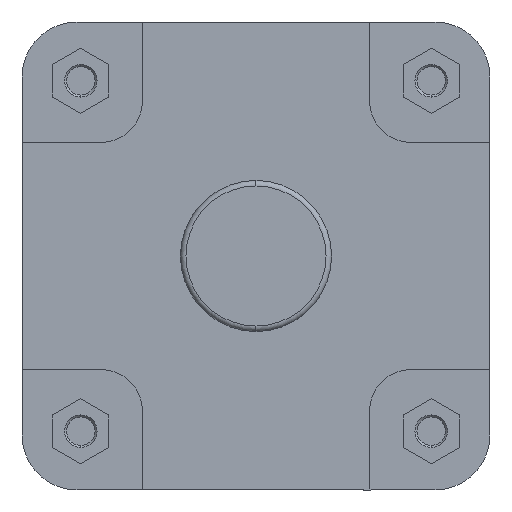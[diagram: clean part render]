
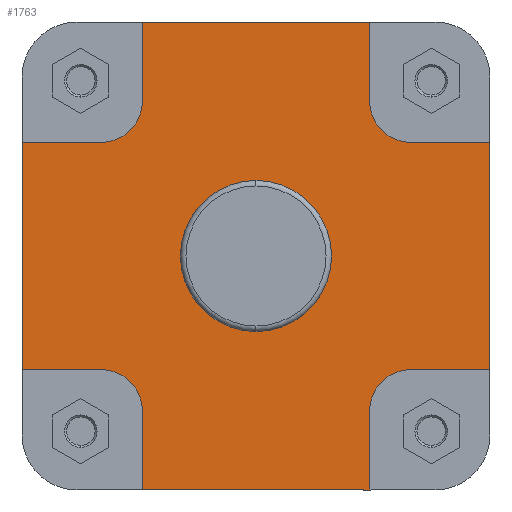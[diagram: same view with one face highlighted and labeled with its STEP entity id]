
A CAD part, left-side view. The second image highlights one B-rep face of the part: STEP entity #1763.
In plain terms, the highlighted planar face has unit normal (-1, 0, 0).
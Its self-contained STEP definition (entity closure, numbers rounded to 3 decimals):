
#468 = ORIENTED_EDGE ( 'NONE', *, *, #2047, .F. ) ;
#469 = ORIENTED_EDGE ( 'NONE', *, *, #2086, .F. ) ;
#470 = ORIENTED_EDGE ( 'NONE', *, *, #2081, .F. ) ;
#471 = ORIENTED_EDGE ( 'NONE', *, *, #2060, .F. ) ;
#472 = ORIENTED_EDGE ( 'NONE', *, *, #2090, .F. ) ;
#473 = ORIENTED_EDGE ( 'NONE', *, *, #2084, .F. ) ;
#474 = ORIENTED_EDGE ( 'NONE', *, *, #2080, .F. ) ;
#475 = ORIENTED_EDGE ( 'NONE', *, *, #2066, .F. ) ;
#476 = ORIENTED_EDGE ( 'NONE', *, *, #2052, .F. ) ;
#477 = ORIENTED_EDGE ( 'NONE', *, *, #2042, .F. ) ;
#478 = ORIENTED_EDGE ( 'NONE', *, *, #2041, .F. ) ;
#479 = ORIENTED_EDGE ( 'NONE', *, *, #2051, .T. ) ;
#480 = ORIENTED_EDGE ( 'NONE', *, *, #2058, .F. ) ;
#481 = ORIENTED_EDGE ( 'NONE', *, *, #2082, .F. ) ;
#482 = ORIENTED_EDGE ( 'NONE', *, *, #2045, .F. ) ;
#483 = ORIENTED_EDGE ( 'NONE', *, *, #2089, .T. ) ;
#484 = ORIENTED_EDGE ( 'NONE', *, *, #2075, .F. ) ;
#485 = ORIENTED_EDGE ( 'NONE', *, *, #2030, .F. ) ;
#649 = EDGE_LOOP ( 'NONE', ( #485, #484 ) ) ;
#658 = EDGE_LOOP ( 'NONE', ( #483, #482, #481, #480, #479, #478, #477, #476, #475, #474, #473, #472, #471, #470, #469, #468 ) ) ;
#1310 = FACE_OUTER_BOUND ( 'NONE', #658, .T. ) ;
#1312 = FACE_BOUND ( 'NONE', #649, .T. ) ;
#1763 = ADVANCED_FACE ( 'NONE', ( #1312, #1310 ), #3327, .F. ) ;
#2030 = EDGE_CURVE ( 'NONE', #6619, #6620, #4246, .T. ) ;
#2041 = EDGE_CURVE ( 'NONE', #6696, #6694, #4251, .T. ) ;
#2042 = EDGE_CURVE ( 'NONE', #6698, #6696, #4264, .T. ) ;
#2045 = EDGE_CURVE ( 'NONE', #6688, #6687, #4261, .T. ) ;
#2047 = EDGE_CURVE ( 'NONE', #6685, #6706, #4270, .T. ) ;
#2051 = EDGE_CURVE ( 'NONE', #6692, #6694, #4274, .T. ) ;
#2052 = EDGE_CURVE ( 'NONE', #6699, #6698, #4273, .T. ) ;
#2058 = EDGE_CURVE ( 'NONE', #6692, #6690, #4289, .T. ) ;
#2060 = EDGE_CURVE ( 'NONE', #6704, #6703, #4293, .T. ) ;
#2066 = EDGE_CURVE ( 'NONE', #6700, #6699, #4304, .T. ) ;
#2075 = EDGE_CURVE ( 'NONE', #6620, #6619, #4320, .T. ) ;
#2080 = EDGE_CURVE ( 'NONE', #6701, #6700, #4321, .T. ) ;
#2081 = EDGE_CURVE ( 'NONE', #6705, #6704, #4325, .T. ) ;
#2082 = EDGE_CURVE ( 'NONE', #6690, #6688, #4328, .T. ) ;
#2084 = EDGE_CURVE ( 'NONE', #6702, #6701, #4330, .T. ) ;
#2086 = EDGE_CURVE ( 'NONE', #6706, #6705, #4333, .T. ) ;
#2089 = EDGE_CURVE ( 'NONE', #6685, #6687, #4331, .T. ) ;
#2090 = EDGE_CURVE ( 'NONE', #6703, #6702, #4338, .T. ) ;
#2348 = AXIS2_PLACEMENT_3D ( 'NONE', #3318, #3328, #3329 ) ;
#2472 = AXIS2_PLACEMENT_3D ( 'NONE', #4958, #4961, #4962 ) ;
#2478 = AXIS2_PLACEMENT_3D ( 'NONE', #4989, #4990, #4991 ) ;
#2482 = AXIS2_PLACEMENT_3D ( 'NONE', #5061, #5064, #5065 ) ;
#2489 = AXIS2_PLACEMENT_3D ( 'NONE', #5080, #5081, #5082 ) ;
#2490 = AXIS2_PLACEMENT_3D ( 'NONE', #5078, #5087, #5088 ) ;
#2492 = AXIS2_PLACEMENT_3D ( 'NONE', #5086, #5093, #5094 ) ;
#3318 = CARTESIAN_POINT ( 'NONE',  ( 16., 54.9, 0. ) ) ;
#3327 = PLANE ( 'NONE',  #2348 ) ;
#3328 = DIRECTION ( 'NONE',  ( 1., 0., 0. ) ) ;
#3329 = DIRECTION ( 'NONE',  ( 0., 0., -1. ) ) ;
#4246 = CIRCLE ( 'NONE', #2472, 54.9 ) ;
#4251 = LINE ( 'NONE', #4985, #4259 ) ;
#4259 = VECTOR ( 'NONE', #4988, 1000. ) ;
#4261 = LINE ( 'NONE', #4994, #4266 ) ;
#4264 = CIRCLE ( 'NONE', #2478, 30. ) ;
#4266 = VECTOR ( 'NONE', #4997, 1000. ) ;
#4270 = LINE ( 'NONE', #5000, #4271 ) ;
#4271 = VECTOR ( 'NONE', #5001, 1000. ) ;
#4273 = LINE ( 'NONE', #5009, #4280 ) ;
#4274 = LINE ( 'NONE', #4999, #4278 ) ;
#4278 = VECTOR ( 'NONE', #5010, 1000. ) ;
#4280 = VECTOR ( 'NONE', #5012, 1000. ) ;
#4289 = LINE ( 'NONE', #5024, #4290 ) ;
#4290 = VECTOR ( 'NONE', #5025, 1000. ) ;
#4293 = LINE ( 'NONE', #5028, #4294 ) ;
#4294 = VECTOR ( 'NONE', #5029, 1000. ) ;
#4304 = LINE ( 'NONE', #5041, #4305 ) ;
#4305 = VECTOR ( 'NONE', #5042, 1000. ) ;
#4320 = CIRCLE ( 'NONE', #2482, 54.9 ) ;
#4321 = LINE ( 'NONE', #5076, #4323 ) ;
#4323 = VECTOR ( 'NONE', #5077, 1000. ) ;
#4325 = LINE ( 'NONE', #5071, #4327 ) ;
#4327 = VECTOR ( 'NONE', #5079, 1000. ) ;
#4328 = CIRCLE ( 'NONE', #2489, 30. ) ;
#4330 = CIRCLE ( 'NONE', #2490, 30. ) ;
#4331 = LINE ( 'NONE', #5101, #4334 ) ;
#4333 = CIRCLE ( 'NONE', #2492, 30. ) ;
#4334 = VECTOR ( 'NONE', #5102, 1000. ) ;
#4338 = LINE ( 'NONE', #5103, #4339 ) ;
#4339 = VECTOR ( 'NONE', #5104, 1000. ) ;
#4958 = CARTESIAN_POINT ( 'NONE',  ( 16., 0., 0. ) ) ;
#4961 = DIRECTION ( 'NONE',  ( -1., 0., 0. ) ) ;
#4962 = DIRECTION ( 'NONE',  ( 0., 0., 1. ) ) ;
#4985 = CARTESIAN_POINT ( 'NONE',  ( 16., -170., 82.5 ) ) ;
#4988 = DIRECTION ( 'NONE',  ( 0., -1., 0. ) ) ;
#4989 = CARTESIAN_POINT ( 'NONE',  ( 16., -112.5, 112.5 ) ) ;
#4990 = DIRECTION ( 'NONE',  ( -1., 0., 0. ) ) ;
#4991 = DIRECTION ( 'NONE',  ( 0., 0., 1. ) ) ;
#4994 = CARTESIAN_POINT ( 'NONE',  ( 16., -82.5, -170. ) ) ;
#4997 = DIRECTION ( 'NONE',  ( 0., 0., -1. ) ) ;
#4999 = CARTESIAN_POINT ( 'NONE',  ( 16., -170., 0. ) ) ;
#5000 = CARTESIAN_POINT ( 'NONE',  ( 16., 82.5, -112.5 ) ) ;
#5001 = DIRECTION ( 'NONE',  ( 0., 0., 1. ) ) ;
#5009 = CARTESIAN_POINT ( 'NONE',  ( 16., -82.5, 112.5 ) ) ;
#5010 = DIRECTION ( 'NONE',  ( 0., 0., 1. ) ) ;
#5012 = DIRECTION ( 'NONE',  ( 0., 0., -1. ) ) ;
#5024 = CARTESIAN_POINT ( 'NONE',  ( 16., -112.5, -82.5 ) ) ;
#5025 = DIRECTION ( 'NONE',  ( 0., 1., 0. ) ) ;
#5028 = CARTESIAN_POINT ( 'NONE',  ( 16., 170., 0. ) ) ;
#5029 = DIRECTION ( 'NONE',  ( 0., 0., 1. ) ) ;
#5041 = CARTESIAN_POINT ( 'NONE',  ( 16., -374.141, 170. ) ) ;
#5042 = DIRECTION ( 'NONE',  ( 0., -1., 0. ) ) ;
#5061 = CARTESIAN_POINT ( 'NONE',  ( 16., 0., 0. ) ) ;
#5064 = DIRECTION ( 'NONE',  ( -1., 0., 0. ) ) ;
#5065 = DIRECTION ( 'NONE',  ( 0., 0., 1. ) ) ;
#5071 = CARTESIAN_POINT ( 'NONE',  ( 16., 170., -82.5 ) ) ;
#5076 = CARTESIAN_POINT ( 'NONE',  ( 16., 82.5, 170. ) ) ;
#5077 = DIRECTION ( 'NONE',  ( 0., 0., 1. ) ) ;
#5078 = CARTESIAN_POINT ( 'NONE',  ( 16., 112.5, 112.5 ) ) ;
#5079 = DIRECTION ( 'NONE',  ( 0., 1., 0. ) ) ;
#5080 = CARTESIAN_POINT ( 'NONE',  ( 16., -112.5, -112.5 ) ) ;
#5081 = DIRECTION ( 'NONE',  ( -1., 0., 0. ) ) ;
#5082 = DIRECTION ( 'NONE',  ( 0., -1., 0. ) ) ;
#5086 = CARTESIAN_POINT ( 'NONE',  ( 16., 112.5, -112.5 ) ) ;
#5087 = DIRECTION ( 'NONE',  ( -1., 0., 0. ) ) ;
#5088 = DIRECTION ( 'NONE',  ( 0., 1., 0. ) ) ;
#5093 = DIRECTION ( 'NONE',  ( -1., 0., 0. ) ) ;
#5094 = DIRECTION ( 'NONE',  ( 0., 0., -1. ) ) ;
#5101 = CARTESIAN_POINT ( 'NONE',  ( 16., -374.141, -170. ) ) ;
#5102 = DIRECTION ( 'NONE',  ( 0., -1., 0. ) ) ;
#5103 = CARTESIAN_POINT ( 'NONE',  ( 16., 112.5, 82.5 ) ) ;
#5104 = DIRECTION ( 'NONE',  ( 0., -1., 0. ) ) ;
#5741 = CARTESIAN_POINT ( 'NONE',  ( 16., 0., 54.9 ) ) ;
#5742 = CARTESIAN_POINT ( 'NONE',  ( 16., 0., -54.9 ) ) ;
#5792 = CARTESIAN_POINT ( 'NONE',  ( 16., 82.5, -170. ) ) ;
#5794 = CARTESIAN_POINT ( 'NONE',  ( 16., -82.5, -170. ) ) ;
#5796 = CARTESIAN_POINT ( 'NONE',  ( 16., -112.5, 82.5 ) ) ;
#5802 = CARTESIAN_POINT ( 'NONE',  ( 16., -82.5, 112.5 ) ) ;
#5803 = CARTESIAN_POINT ( 'NONE',  ( 16., 82.5, 170. ) ) ;
#5804 = CARTESIAN_POINT ( 'NONE',  ( 16., -82.5, -112.5 ) ) ;
#5805 = CARTESIAN_POINT ( 'NONE',  ( 16., -112.5, -82.5 ) ) ;
#5806 = CARTESIAN_POINT ( 'NONE',  ( 16., -170., -82.5 ) ) ;
#5807 = CARTESIAN_POINT ( 'NONE',  ( 16., -170., 82.5 ) ) ;
#5808 = CARTESIAN_POINT ( 'NONE',  ( 16., 170., 82.5 ) ) ;
#5809 = CARTESIAN_POINT ( 'NONE',  ( 16., 82.5, -112.5 ) ) ;
#5810 = CARTESIAN_POINT ( 'NONE',  ( 16., -82.5, 170. ) ) ;
#5811 = CARTESIAN_POINT ( 'NONE',  ( 16., 82.5, 112.5 ) ) ;
#5812 = CARTESIAN_POINT ( 'NONE',  ( 16., 112.5, 82.5 ) ) ;
#5813 = CARTESIAN_POINT ( 'NONE',  ( 16., 170., -82.5 ) ) ;
#5814 = CARTESIAN_POINT ( 'NONE',  ( 16., 112.5, -82.5 ) ) ;
#6619 = VERTEX_POINT ( 'NONE', #5741 ) ;
#6620 = VERTEX_POINT ( 'NONE', #5742 ) ;
#6685 = VERTEX_POINT ( 'NONE', #5792 ) ;
#6687 = VERTEX_POINT ( 'NONE', #5794 ) ;
#6688 = VERTEX_POINT ( 'NONE', #5804 ) ;
#6690 = VERTEX_POINT ( 'NONE', #5805 ) ;
#6692 = VERTEX_POINT ( 'NONE', #5806 ) ;
#6694 = VERTEX_POINT ( 'NONE', #5807 ) ;
#6696 = VERTEX_POINT ( 'NONE', #5796 ) ;
#6698 = VERTEX_POINT ( 'NONE', #5802 ) ;
#6699 = VERTEX_POINT ( 'NONE', #5810 ) ;
#6700 = VERTEX_POINT ( 'NONE', #5803 ) ;
#6701 = VERTEX_POINT ( 'NONE', #5811 ) ;
#6702 = VERTEX_POINT ( 'NONE', #5812 ) ;
#6703 = VERTEX_POINT ( 'NONE', #5808 ) ;
#6704 = VERTEX_POINT ( 'NONE', #5813 ) ;
#6705 = VERTEX_POINT ( 'NONE', #5814 ) ;
#6706 = VERTEX_POINT ( 'NONE', #5809 ) ;
